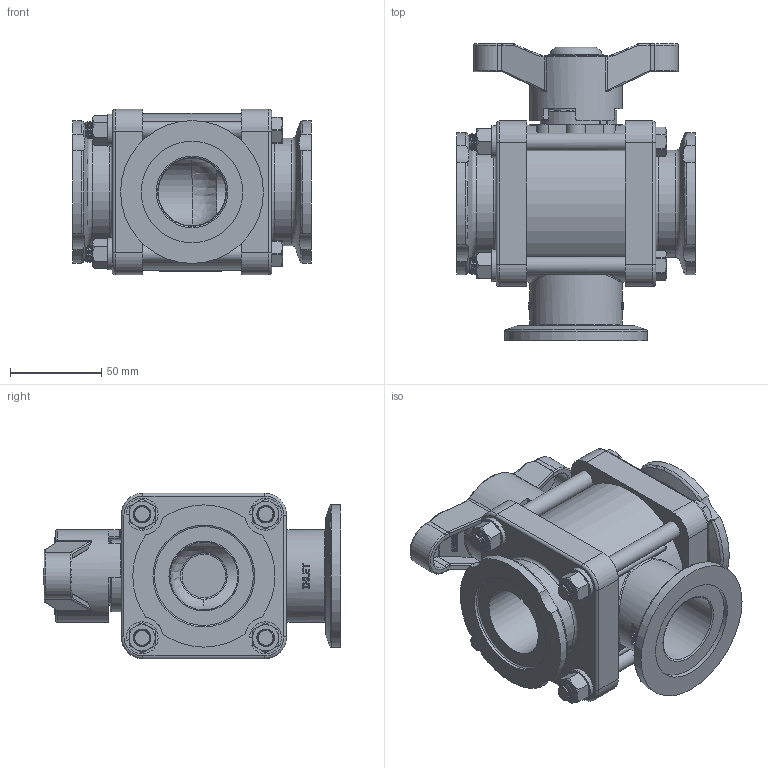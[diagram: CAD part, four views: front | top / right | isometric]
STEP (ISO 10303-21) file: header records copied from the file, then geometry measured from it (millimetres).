
FILE_DESCRIPTION(/* description */ ('2" STD PRT BL MANIFOLD FLANGE VALVE'),/* implementation_level */ '2;1');
FILE_NAME(/* name */ 'MV200BL.stp',/* time_stamp */ '2023-04-13T14:41:27-04:00',/* author */ ('BDB'),/* organization */ (''),/* preprocessor_version */ 'ST-DEVELOPER v18.1',/* originating_system */ 'Autodesk Inventor 2022',/* authorisation */ '');
FILE_SCHEMA (('AUTOMOTIVE_DESIGN { 1 0 10303 214 3 1 1 }'));
Products named in the file (23): MV200BL; MV20354B; MV20354BX; V20151M; V20151; V20163; V20159; V20353TB; V20021; V20020; V20353C; V20355B; V20355BM; VX20355B; VE20264; VE20258A; V20394; V20294X; V20017; V20018; V20019; 050DECAL; V20060
Assembly tree (34 placements, depth 4):
  MV200BL
    MV20354B
      MV20354BX
    V20151M
      V20151
    V20163
    V20159
    V20353TB
    V20021
    V20020
    V20353C
    V20355B
      V20355BM
        VX20355B
    VE20264  x2
    VE20258A  x2
    V20394  x2
      V20294X
    V20017  x4
    V20018  x4
    V20019  x4
    050DECAL
    V20060
Bounding box: 130.25 x 162.56 x 90.42 mm (x, y, z)
Volume: 694536.6 mm3; surface area: 202122.2 mm2
Topology: 30 solids, 30 shells, 2832 faces, 7175 edges, 4603 vertices
Faces by surface type: plane 1333, cylinder 565, bspline 454, cone 319, torus 145, sphere 16
Full cylindrical faces by diameter (mm): 4.978 x1, 7.144 x1, 8.128 x1, 8.236 x60, 8.915 x4, 9.525 x64, 10.312 x8, 12.7 x1, 18.898 x1, 19.05 x1, 19.075 x1, 19.304 x1, 21.844 x4, 23.368 x1, 23.495 x1, 23.812 x1, 24.13 x1, 25.4 x2, 25.527 x3, 25.908 x1, 26.67 x1, 31.877 x1, 32.766 x1, 37.084 x2, 37.592 x1, 37.973 x2, 38.1 x2, 50.546 x2, 50.673 x2, 50.8 x2
Entity records: 77633 total; most frequent: CARTESIAN_POINT 22553, ORIENTED_EDGE 11732, DIRECTION 9758, EDGE_CURVE 5866, VERTEX_POINT 3806, LINE 3688, VECTOR 3688, AXIS2_PLACEMENT_3D 3035
